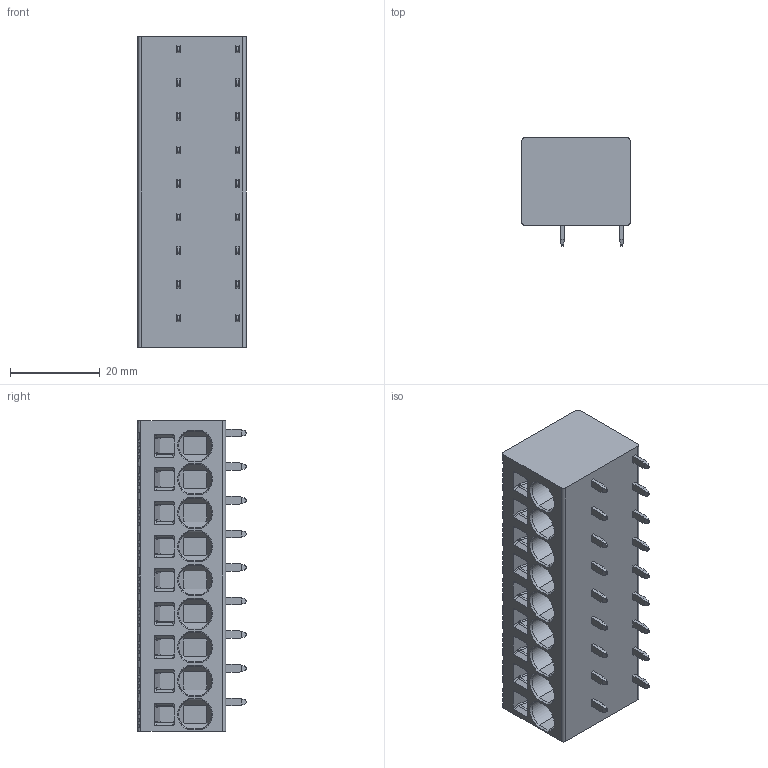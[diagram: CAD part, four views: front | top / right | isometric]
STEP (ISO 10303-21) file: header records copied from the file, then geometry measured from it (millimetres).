
FILE_DESCRIPTION((''),'2;1');
FILE_NAME('PRT0005','2024-09-21T',('sj'),(''),'PRO/ENGINEER BY PARAMETRIC TECHNOLOGY CORPORATION, 2013240','PRO/ENGINEER BY PARAMETRIC TECHNOLOGY CORPORATION, 2013240','');
FILE_SCHEMA(('AUTOMOTIVE_DESIGN_CC2 { 1 2 10303 214 -1 1 5 2 }'));
Length unit declared in the file: millimetre
Products named in the file (1): PRT0005
Bounding box: 24.15 x 24.2 x 69.3 mm (x, y, z)
Volume: 29356.6 mm3; surface area: 9665.9 mm2
Topology: 1 solids, 1 shells, 657 faces, 1750 edges, 1131 vertices
Faces by surface type: plane 438, cylinder 165, bspline 18, torus 18, cone 18
Entity records: 21462 total; most frequent: CARTESIAN_POINT 5542, ORIENTED_EDGE 3500, DIRECTION 2979, EDGE_CURVE 1750, VECTOR 1221, LINE 1221, VERTEX_POINT 1131, AXIS2_PLACEMENT_3D 879
